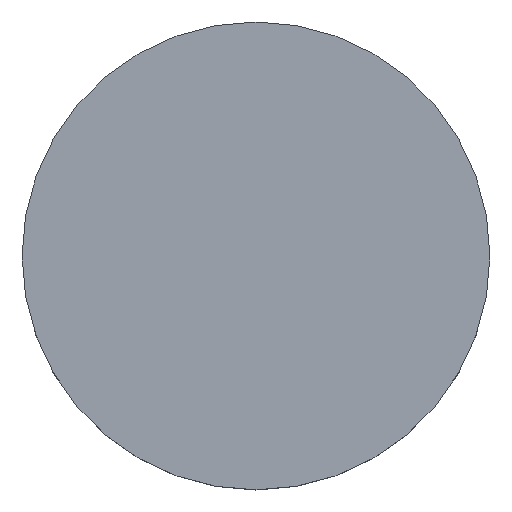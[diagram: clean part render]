
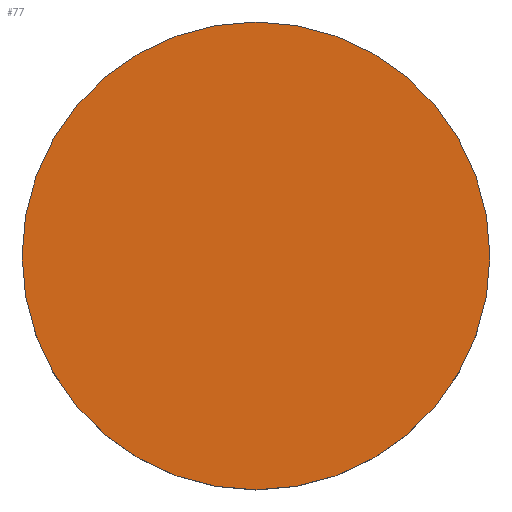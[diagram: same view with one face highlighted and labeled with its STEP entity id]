
A CAD part, top view. The second image highlights one B-rep face of the part: STEP entity #77.
In plain terms, the highlighted planar face has unit normal (0, 0, 1).
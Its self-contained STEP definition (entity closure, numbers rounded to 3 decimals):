
#15=EDGE_CURVE('NONE',#16,#18,#20,.F.);
#16=VERTEX_POINT('NONE',#17);
#17=CARTESIAN_POINT('',(-30.0,0.0,10.0));
#18=VERTEX_POINT('NONE',#19);
#19=CARTESIAN_POINT('',(30.0,0.,10.0));
#20=CIRCLE('',#21,30.0);
#21=AXIS2_PLACEMENT_3D('',#22,#23,#24);
#22=CARTESIAN_POINT('',(0.0,0.0,10.0));
#23=DIRECTION('',(0.0,0.0,1.0));
#24=DIRECTION('',(1.0,0.0,0.0));
#58=EDGE_CURVE('NONE',#18,#16,#59,.F.);
#59=CIRCLE('',#60,30.0);
#60=AXIS2_PLACEMENT_3D('',#61,#62,#63);
#61=CARTESIAN_POINT('',(0.0,0.0,10.0));
#62=DIRECTION('',(0.0,0.0,1.0));
#63=DIRECTION('',(1.0,0.0,0.0));
#77=ADVANCED_FACE('NONE',(#78),#82,.T.);
#78=FACE_BOUND('NONE',#79,.T.);
#79=EDGE_LOOP('',(#80,#81));
#80=ORIENTED_EDGE('',*,*,#58,.F.);
#81=ORIENTED_EDGE('',*,*,#15,.F.);
#82=PLANE('',#83);
#83=AXIS2_PLACEMENT_3D('',#84,#85,#86);
#84=CARTESIAN_POINT('',(0.0,0.0,10.0));
#85=DIRECTION('',(0.0,0.0,1.0));
#86=DIRECTION('',(1.0,0.0,0.0));
